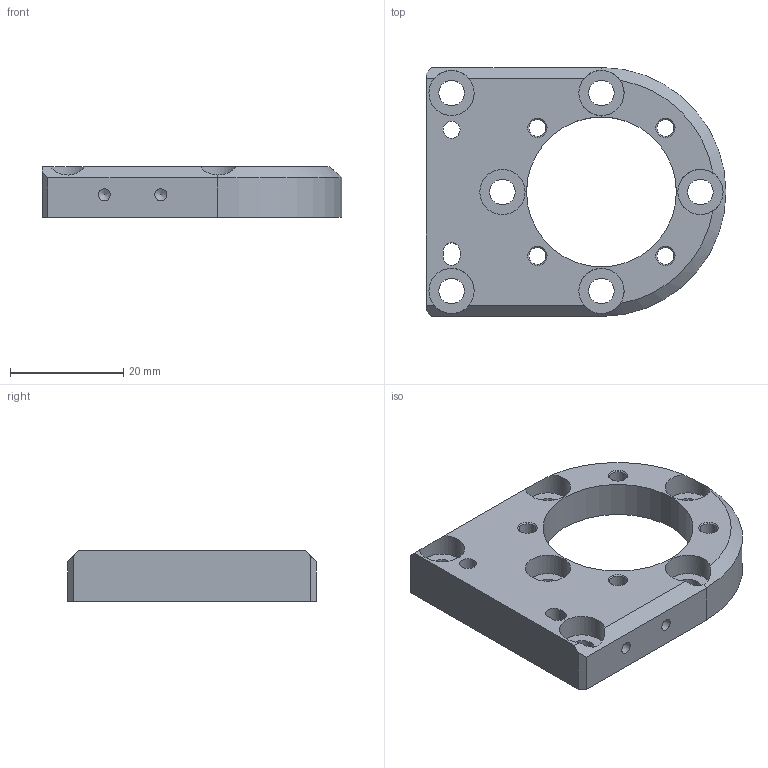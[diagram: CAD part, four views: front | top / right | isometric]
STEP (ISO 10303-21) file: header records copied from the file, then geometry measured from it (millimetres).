
FILE_DESCRIPTION(/* description */ ('STEP AP242','CAx-IF Rec.Pracs.---Representation and Presentation of Product Manufacturing Information (PMI)---4.0---2014-10-13','CAx-IF Rec.Pracs.---3D Tessellated Geometry---0.4---2014-09-14','2;1'),/* implementation_level */ '2;1');
FILE_NAME(/* name */ '662636f75aa91e52dd663184',/* time_stamp */ '2024-04-22T10:07:52Z',/* author */ (''),/* organization */ (''),/* preprocessor_version */ 'ST-DEVELOPER v20',/* originating_system */ ' ',/* authorisation */ ' ');
FILE_SCHEMA (('AP242_MANAGED_MODEL_BASED_3D_ENGINEERING_MIM_LF { 1 0 10303 442 1 1 4 }'));
Length unit declared in the file: metre
Products named in the file (1): Part 1
Bounding box: 53 x 44 x 9 mm (x, y, z)
Volume: 10016.5 mm3; surface area: 6480.2 mm2
Topology: 1 solids, 1 shells, 49 faces, 137 edges, 92 vertices
Faces by surface type: cylinder 24, plane 18, cone 7
Full cylindrical faces by diameter (mm): 2.113 x2, 3 x5, 4.5 x6, 8 x6, 26.5 x1, 41.4 x1
Entity records: 1407 total; most frequent: DIRECTION 248, CARTESIAN_POINT 234, ORIENTED_EDGE 186, AXIS2_PLACEMENT_3D 108, FACE_BOUND 106, EDGE_LOOP 104, EDGE_CURVE 93, VERTEX_POINT 77
